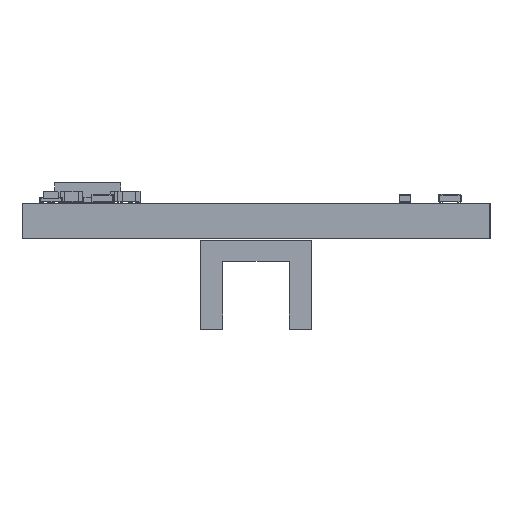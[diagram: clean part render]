
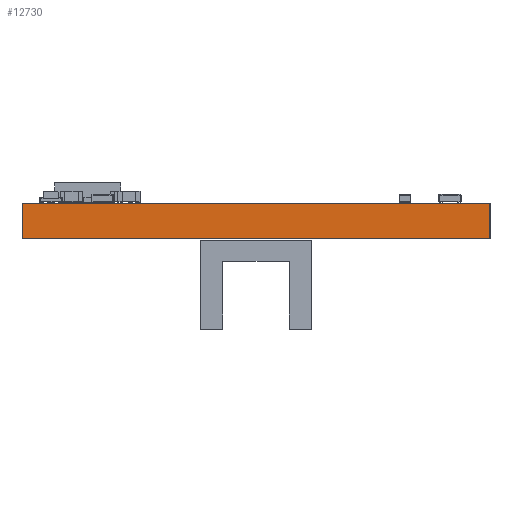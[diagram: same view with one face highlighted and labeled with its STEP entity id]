
A CAD part, left-side view. The second image highlights one B-rep face of the part: STEP entity #12730.
In plain terms, the highlighted planar face has unit normal (-1, 0, 0).
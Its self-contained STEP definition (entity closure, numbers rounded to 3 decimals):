
#12614 = EDGE_CURVE('',#12615,#12617,#12619,.T.);
#12615 = VERTEX_POINT('',#12616);
#12616 = CARTESIAN_POINT('',(106.,-141.,0.));
#12617 = VERTEX_POINT('',#12618);
#12618 = CARTESIAN_POINT('',(106.,-141.,1.6));
#12619 = SURFACE_CURVE('',#12620,(#12624,#12636),.PCURVE_S1.);
#12620 = LINE('',#12621,#12622);
#12621 = CARTESIAN_POINT('',(106.,-141.,0.));
#12622 = VECTOR('',#12623,1.);
#12623 = DIRECTION('',(0.,0.,1.));
#12624 = PCURVE('',#12625,#12630);
#12625 = PLANE('',#12626);
#12626 = AXIS2_PLACEMENT_3D('',#12627,#12628,#12629);
#12627 = CARTESIAN_POINT('',(106.,-141.,0.));
#12628 = DIRECTION('',(0.,1.,0.));
#12629 = DIRECTION('',(1.,0.,0.));
#12630 = DEFINITIONAL_REPRESENTATION('',(#12631),#12635);
#12631 = LINE('',#12632,#12633);
#12632 = CARTESIAN_POINT('',(0.,0.));
#12633 = VECTOR('',#12634,1.);
#12634 = DIRECTION('',(0.,-1.));
#12635 = ( GEOMETRIC_REPRESENTATION_CONTEXT(2) 
PARAMETRIC_REPRESENTATION_CONTEXT() REPRESENTATION_CONTEXT('2D SPACE',''
  ) );
#12636 = PCURVE('',#12637,#12642);
#12637 = PLANE('',#12638);
#12638 = AXIS2_PLACEMENT_3D('',#12639,#12640,#12641);
#12639 = CARTESIAN_POINT('',(106.,-120.,0.));
#12640 = DIRECTION('',(1.,0.,-0.));
#12641 = DIRECTION('',(0.,-1.,0.));
#12642 = DEFINITIONAL_REPRESENTATION('',(#12643),#12647);
#12643 = LINE('',#12644,#12645);
#12644 = CARTESIAN_POINT('',(21.,0.));
#12645 = VECTOR('',#12646,1.);
#12646 = DIRECTION('',(0.,-1.));
#12647 = ( GEOMETRIC_REPRESENTATION_CONTEXT(2) 
PARAMETRIC_REPRESENTATION_CONTEXT() REPRESENTATION_CONTEXT('2D SPACE',''
  ) );
#12665 = PLANE('',#12666);
#12666 = AXIS2_PLACEMENT_3D('',#12667,#12668,#12669);
#12667 = CARTESIAN_POINT('',(123.5,-130.5,1.6));
#12668 = DIRECTION('',(0.,0.,1.));
#12669 = DIRECTION('',(1.,0.,-0.));
#12719 = PLANE('',#12720);
#12720 = AXIS2_PLACEMENT_3D('',#12721,#12722,#12723);
#12721 = CARTESIAN_POINT('',(123.5,-130.5,0.));
#12722 = DIRECTION('',(0.,0.,1.));
#12723 = DIRECTION('',(1.,0.,-0.));
#12730 = ADVANCED_FACE('',(#12731),#12637,.F.);
#12731 = FACE_BOUND('',#12732,.F.);
#12732 = EDGE_LOOP('',(#12733,#12763,#12784,#12785));
#12733 = ORIENTED_EDGE('',*,*,#12734,.T.);
#12734 = EDGE_CURVE('',#12735,#12737,#12739,.T.);
#12735 = VERTEX_POINT('',#12736);
#12736 = CARTESIAN_POINT('',(106.,-120.,0.));
#12737 = VERTEX_POINT('',#12738);
#12738 = CARTESIAN_POINT('',(106.,-120.,1.6));
#12739 = SURFACE_CURVE('',#12740,(#12744,#12751),.PCURVE_S1.);
#12740 = LINE('',#12741,#12742);
#12741 = CARTESIAN_POINT('',(106.,-120.,0.));
#12742 = VECTOR('',#12743,1.);
#12743 = DIRECTION('',(0.,0.,1.));
#12744 = PCURVE('',#12637,#12745);
#12745 = DEFINITIONAL_REPRESENTATION('',(#12746),#12750);
#12746 = LINE('',#12747,#12748);
#12747 = CARTESIAN_POINT('',(0.,0.));
#12748 = VECTOR('',#12749,1.);
#12749 = DIRECTION('',(0.,-1.));
#12750 = ( GEOMETRIC_REPRESENTATION_CONTEXT(2) 
PARAMETRIC_REPRESENTATION_CONTEXT() REPRESENTATION_CONTEXT('2D SPACE',''
  ) );
#12751 = PCURVE('',#12752,#12757);
#12752 = PLANE('',#12753);
#12753 = AXIS2_PLACEMENT_3D('',#12754,#12755,#12756);
#12754 = CARTESIAN_POINT('',(141.,-120.,0.));
#12755 = DIRECTION('',(0.,-1.,0.));
#12756 = DIRECTION('',(-1.,0.,0.));
#12757 = DEFINITIONAL_REPRESENTATION('',(#12758),#12762);
#12758 = LINE('',#12759,#12760);
#12759 = CARTESIAN_POINT('',(35.,0.));
#12760 = VECTOR('',#12761,1.);
#12761 = DIRECTION('',(0.,-1.));
#12762 = ( GEOMETRIC_REPRESENTATION_CONTEXT(2) 
PARAMETRIC_REPRESENTATION_CONTEXT() REPRESENTATION_CONTEXT('2D SPACE',''
  ) );
#12763 = ORIENTED_EDGE('',*,*,#12764,.T.);
#12764 = EDGE_CURVE('',#12737,#12617,#12765,.T.);
#12765 = SURFACE_CURVE('',#12766,(#12770,#12777),.PCURVE_S1.);
#12766 = LINE('',#12767,#12768);
#12767 = CARTESIAN_POINT('',(106.,-120.,1.6));
#12768 = VECTOR('',#12769,1.);
#12769 = DIRECTION('',(0.,-1.,0.));
#12770 = PCURVE('',#12637,#12771);
#12771 = DEFINITIONAL_REPRESENTATION('',(#12772),#12776);
#12772 = LINE('',#12773,#12774);
#12773 = CARTESIAN_POINT('',(0.,-1.6));
#12774 = VECTOR('',#12775,1.);
#12775 = DIRECTION('',(1.,0.));
#12776 = ( GEOMETRIC_REPRESENTATION_CONTEXT(2) 
PARAMETRIC_REPRESENTATION_CONTEXT() REPRESENTATION_CONTEXT('2D SPACE',''
  ) );
#12777 = PCURVE('',#12665,#12778);
#12778 = DEFINITIONAL_REPRESENTATION('',(#12779),#12783);
#12779 = LINE('',#12780,#12781);
#12780 = CARTESIAN_POINT('',(-17.5,10.5));
#12781 = VECTOR('',#12782,1.);
#12782 = DIRECTION('',(0.,-1.));
#12783 = ( GEOMETRIC_REPRESENTATION_CONTEXT(2) 
PARAMETRIC_REPRESENTATION_CONTEXT() REPRESENTATION_CONTEXT('2D SPACE',''
  ) );
#12784 = ORIENTED_EDGE('',*,*,#12614,.F.);
#12785 = ORIENTED_EDGE('',*,*,#12786,.F.);
#12786 = EDGE_CURVE('',#12735,#12615,#12787,.T.);
#12787 = SURFACE_CURVE('',#12788,(#12792,#12799),.PCURVE_S1.);
#12788 = LINE('',#12789,#12790);
#12789 = CARTESIAN_POINT('',(106.,-120.,0.));
#12790 = VECTOR('',#12791,1.);
#12791 = DIRECTION('',(0.,-1.,0.));
#12792 = PCURVE('',#12637,#12793);
#12793 = DEFINITIONAL_REPRESENTATION('',(#12794),#12798);
#12794 = LINE('',#12795,#12796);
#12795 = CARTESIAN_POINT('',(0.,0.));
#12796 = VECTOR('',#12797,1.);
#12797 = DIRECTION('',(1.,0.));
#12798 = ( GEOMETRIC_REPRESENTATION_CONTEXT(2) 
PARAMETRIC_REPRESENTATION_CONTEXT() REPRESENTATION_CONTEXT('2D SPACE',''
  ) );
#12799 = PCURVE('',#12719,#12800);
#12800 = DEFINITIONAL_REPRESENTATION('',(#12801),#12805);
#12801 = LINE('',#12802,#12803);
#12802 = CARTESIAN_POINT('',(-17.5,10.5));
#12803 = VECTOR('',#12804,1.);
#12804 = DIRECTION('',(0.,-1.));
#12805 = ( GEOMETRIC_REPRESENTATION_CONTEXT(2) 
PARAMETRIC_REPRESENTATION_CONTEXT() REPRESENTATION_CONTEXT('2D SPACE',''
  ) );
